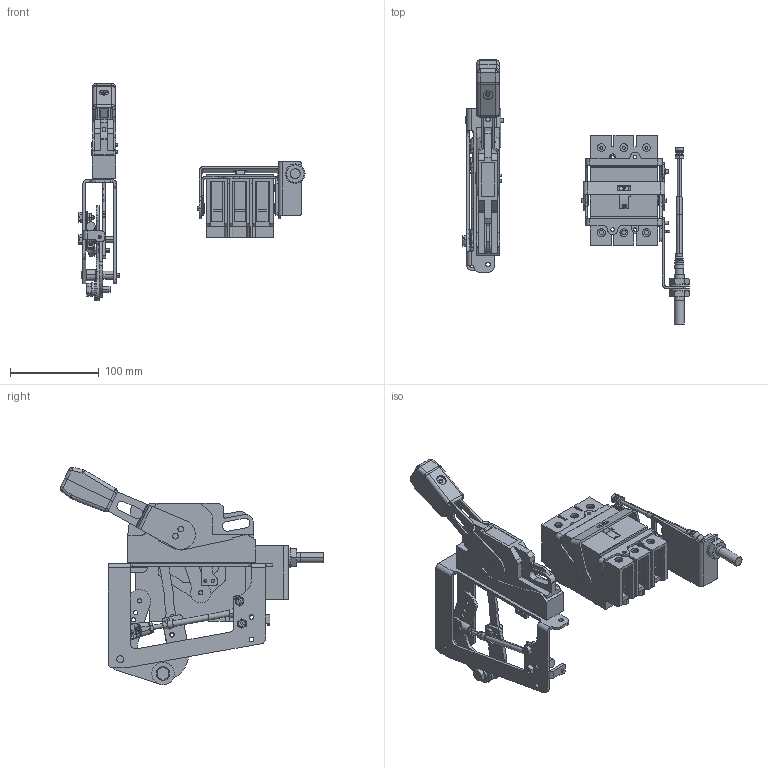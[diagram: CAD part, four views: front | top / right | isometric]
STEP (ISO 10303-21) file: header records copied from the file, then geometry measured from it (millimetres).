
FILE_DESCRIPTION (( 'STEP AP203' ), '1' );
FILE_NAME ('F0S06HPX.step', '2021-02-09T16:45:36', ( '' ), ( '' ), 'SwSTEP 2.0', 'SolidWorks 2019', '' );
FILE_SCHEMA (( 'CONFIG_CONTROL_DESIGN' ));
Length unit declared in the file: inch
Products named in the file (3): F0S06HPX_BREAKER; F0S06HPX; F0S06HPX_HANDLE
Assembly tree (2 placements, depth 2):
  F0S06HPX
    F0S06HPX_BREAKER
    F0S06HPX_HANDLE
Bounding box: 255.68 x 297.43 x 245.14 mm (x, y, z)
Volume: 838085.3 mm3; surface area: 282343.6 mm2
Topology: 77 solids, 77 shells, 2152 faces, 5575 edges, 3612 vertices
Faces by surface type: plane 1122, cylinder 779, cone 174, bspline 77
Entity records: 70090 total; most frequent: CARTESIAN_POINT 16792, ORIENTED_EDGE 11092, DIRECTION 10954, EDGE_CURVE 5546, AXIS2_PLACEMENT_3D 3831, VERTEX_POINT 3612, LINE 3292, VECTOR 3292
